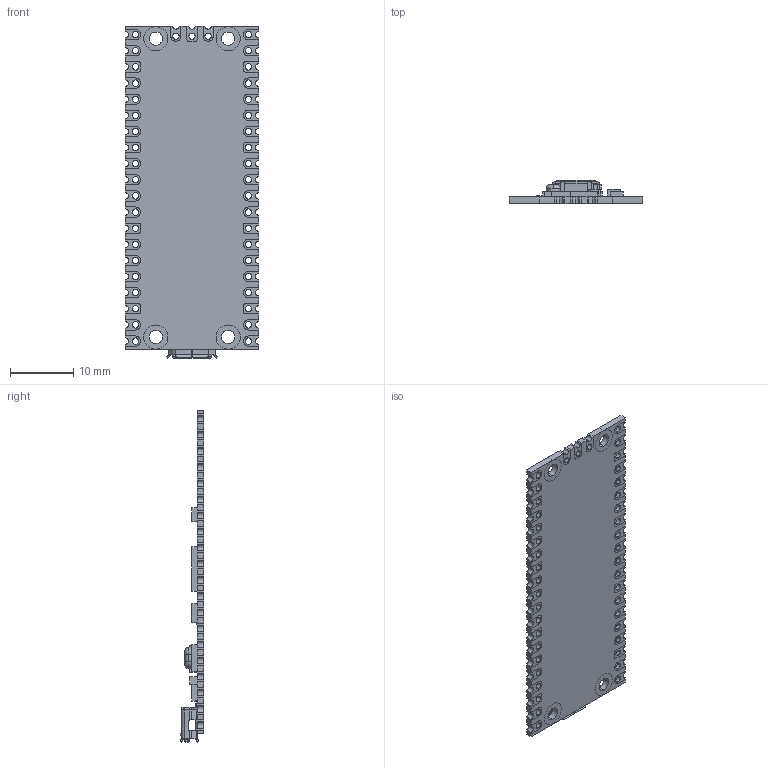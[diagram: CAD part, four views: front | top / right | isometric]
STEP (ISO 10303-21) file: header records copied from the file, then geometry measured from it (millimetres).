
FILE_DESCRIPTION (( 'STEP AP214' ), '1' );
FILE_NAME ('SC0915.STEP', '2022-01-09T20:37:29', ( '' ), ( '' ), 'SwSTEP 2.0', 'SolidWorks 2017', '' );
FILE_SCHEMA (( 'AUTOMOTIVE_DESIGN' ));
Length unit declared in the file: millimetre
Products named in the file (1): SC0915
Bounding box: 21 x 3.73 x 52.3 mm (x, y, z)
Volume: 1147 mm3; surface area: 3580.3 mm2
Topology: 84 solids, 84 shells, 1406 faces, 3526 edges, 2267 vertices
Faces by surface type: plane 946, cylinder 440, torus 10, sphere 8, cone 2
Entity records: 42728 total; most frequent: CARTESIAN_POINT 7304, DIRECTION 7203, ORIENTED_EDGE 7036, EDGE_CURVE 3518, LINE 2611, VECTOR 2611, AXIS2_PLACEMENT_3D 2296, VERTEX_POINT 2267
